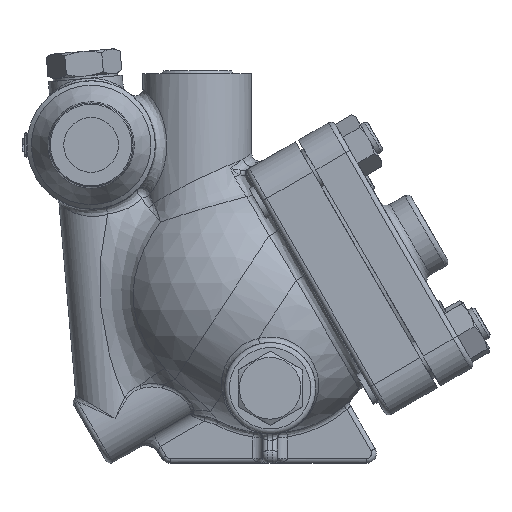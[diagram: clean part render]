
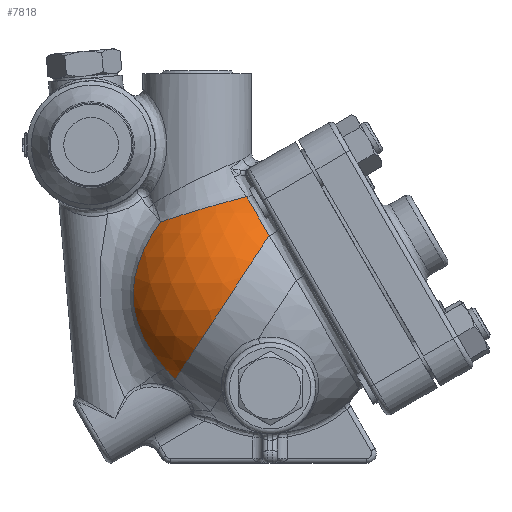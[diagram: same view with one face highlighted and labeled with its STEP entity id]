
A CAD part, front view. The second image highlights one B-rep face of the part: STEP entity #7818.
In plain terms, the highlighted spherical face has radius 46 mm.
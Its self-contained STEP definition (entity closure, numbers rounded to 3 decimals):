
#7733=CARTESIAN_POINT('',(13.5,0.0,-60.639));
#7734=DIRECTION('',(0.0,0.0,1.0));
#7735=DIRECTION('',(1.0,0.0,0.0));
#7736=AXIS2_PLACEMENT_3D('',#7733,#7734,#7735);
#7737=SPHERICAL_SURFACE('',#7736,46.);
#7738=CARTESIAN_POINT('',(20.027,-22.347,-20.965));
#7739=VERTEX_POINT('',#7738);
#7740=CARTESIAN_POINT('',(29.116,-36.048,-36.708));
#7741=VERTEX_POINT('',#7740);
#7742=CARTESIAN_POINT('',(35.574,0.,-47.894));
#7743=DIRECTION('',(0.866,0.,0.5));
#7744=DIRECTION('',(0.169,0.941,-0.292));
#7745=AXIS2_PLACEMENT_3D('',#7742,#7743,#7744);
#7746=CIRCLE('',#7745,38.292);
#7747=EDGE_CURVE('',#7739,#7741,#7746,.T.);
#7748=ORIENTED_EDGE('',*,*,#7747,.F.);
#7749=CARTESIAN_POINT('',(-14.956,-21.083,-31.283));
#7750=VERTEX_POINT('',#7749);
#7751=CARTESIAN_POINT('',(-14.956,-21.083,-31.283));
#7752=CARTESIAN_POINT('',(-14.554,-21.432,-31.143));
#7753=CARTESIAN_POINT('',(-13.14,-22.588,-30.657));
#7754=CARTESIAN_POINT('',(-10.537,-24.321,-29.782));
#7755=CARTESIAN_POINT('',(-7.829,-25.623,-28.904));
#7756=CARTESIAN_POINT('',(-5.842,-26.365,-28.275));
#7757=CARTESIAN_POINT('',(-4.219,-26.888,-27.768));
#7758=CARTESIAN_POINT('',(-2.141,-27.402,-27.129));
#7759=CARTESIAN_POINT('',(0.404,-27.789,-26.365));
#7760=CARTESIAN_POINT('',(2.971,-27.938,-25.611));
#7761=CARTESIAN_POINT('',(5.523,-27.854,-24.877));
#7762=CARTESIAN_POINT('',(8.508,-27.48,-24.036));
#7763=CARTESIAN_POINT('',(11.241,-26.809,-23.284));
#7764=CARTESIAN_POINT('',(13.682,-25.93,-22.626));
#7765=CARTESIAN_POINT('',(15.455,-25.15,-22.155));
#7766=CARTESIAN_POINT('',(17.18,-24.242,-21.701));
#7767=CARTESIAN_POINT('',(18.705,-23.298,-21.305));
#7768=CARTESIAN_POINT('',(19.637,-22.638,-21.065));
#7769=CARTESIAN_POINT('',(20.027,-22.347,-20.965));
#7770=B_SPLINE_CURVE_WITH_KNOTS('',3,(#7751,#7752,#7753,#7754,#7755,#7756,#7757,#7758,#7759,#7760,#7761,#7762,#7763,#7764,#7765,#7766,#7767,#7768,#7769),.UNSPECIFIED.,.F.,.U.,(4,1,1,1,1,1,1,1,1,1,1,1,1,1,1,1,4),(8.696,8.822,9.128,9.435,9.537,9.639,9.843,10.047,10.251,10.455,10.659,10.966,11.119,11.272,11.425,11.578,11.692),.UNSPECIFIED.);
#7771=EDGE_CURVE('',#7750,#7739,#7770,.T.);
#7772=ORIENTED_EDGE('',*,*,#7771,.F.);
#7773=CARTESIAN_POINT('',(-13.089,-22.485,-90.696));
#7774=VERTEX_POINT('',#7773);
#7775=CARTESIAN_POINT('',(-13.089,-22.485,-90.696));
#7776=CARTESIAN_POINT('',(-14.25,-22.836,-89.406));
#7777=CARTESIAN_POINT('',(-16.512,-23.351,-86.707));
#7778=CARTESIAN_POINT('',(-18.884,-23.614,-83.314));
#7779=CARTESIAN_POINT('',(-20.395,-23.696,-80.804));
#7780=CARTESIAN_POINT('',(-22.107,-23.741,-77.722));
#7781=CARTESIAN_POINT('',(-23.773,-23.672,-73.912));
#7782=CARTESIAN_POINT('',(-25.069,-23.585,-69.373));
#7783=CARTESIAN_POINT('',(-25.717,-23.544,-65.917));
#7784=CARTESIAN_POINT('',(-26.033,-23.543,-62.387));
#7785=CARTESIAN_POINT('',(-26.006,-23.584,-58.83));
#7786=CARTESIAN_POINT('',(-25.706,-23.638,-55.885));
#7787=CARTESIAN_POINT('',(-25.31,-23.68,-53.562));
#7788=CARTESIAN_POINT('',(-24.574,-23.73,-50.125));
#7789=CARTESIAN_POINT('',(-23.293,-23.729,-46.183));
#7790=CARTESIAN_POINT('',(-21.5,-23.492,-42.135));
#7791=CARTESIAN_POINT('',(-20.169,-23.211,-39.52));
#7792=CARTESIAN_POINT('',(-19.1,-22.908,-37.622));
#7793=CARTESIAN_POINT('',(-17.758,-22.449,-35.39));
#7794=CARTESIAN_POINT('',(-16.447,-21.895,-33.381));
#7795=CARTESIAN_POINT('',(-15.336,-21.301,-31.808));
#7796=CARTESIAN_POINT('',(-14.956,-21.083,-31.283));
#7797=B_SPLINE_CURVE_WITH_KNOTS('',3,(#7775,#7776,#7777,#7778,#7779,#7780,#7781,#7782,#7783,#7784,#7785,#7786,#7787,#7788,#7789,#7790,#7791,#7792,#7793,#7794,#7795,#7796),.UNSPECIFIED.,.F.,.U.,(4,1,1,1,1,1,1,1,1,1,1,1,1,1,1,1,1,1,1,4),(-12.953,-12.22,-11.486,-11.241,-10.997,-10.018,-9.529,-9.04,-8.551,-8.062,-7.573,-7.328,-7.083,-6.105,-5.616,-5.249,-4.882,-4.699,-4.149,-3.865),.UNSPECIFIED.);
#7798=EDGE_CURVE('',#7774,#7750,#7797,.T.);
#7799=ORIENTED_EDGE('',*,*,#7798,.F.);
#7800=CARTESIAN_POINT('',(-8.912,-20.834,-94.984));
#7801=VERTEX_POINT('',#7800);
#7802=CARTESIAN_POINT('',(-8.912,-20.834,-94.984));
#7803=CARTESIAN_POINT('',(-10.326,-21.537,-93.635));
#7804=CARTESIAN_POINT('',(-11.738,-22.078,-92.196));
#7805=CARTESIAN_POINT('',(-13.089,-22.485,-90.696));
#7806=B_SPLINE_CURVE_WITH_KNOTS('',3,(#7802,#7803,#7804,#7805),.UNSPECIFIED.,.F.,.U.,(4,4),(-13.575,-12.716),.UNSPECIFIED.);
#7807=EDGE_CURVE('',#7801,#7774,#7806,.T.);
#7808=ORIENTED_EDGE('',*,*,#7807,.F.);
#7809=CARTESIAN_POINT('',(13.5,0.0,-60.639));
#7810=DIRECTION('',(0.837,0.0,-0.546));
#7811=DIRECTION('',(-0.546,0.0,-0.837));
#7812=AXIS2_PLACEMENT_3D('',#7809,#7810,#7811);
#7813=CIRCLE('',#7812,46.);
#7814=EDGE_CURVE('',#7741,#7801,#7813,.T.);
#7815=ORIENTED_EDGE('',*,*,#7814,.F.);
#7816=EDGE_LOOP('',(#7748,#7772,#7799,#7808,#7815));
#7817=FACE_OUTER_BOUND('',#7816,.T.);
#7818=ADVANCED_FACE('',(#7817),#7737,.T.);
